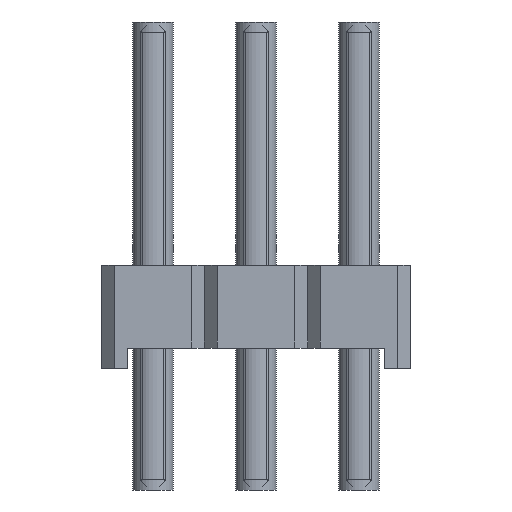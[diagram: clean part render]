
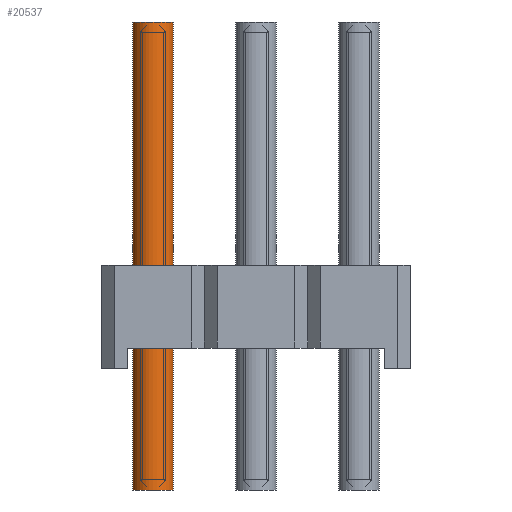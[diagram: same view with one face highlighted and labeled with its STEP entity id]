
A CAD part, left-side view. The second image highlights one B-rep face of the part: STEP entity #20537.
In plain terms, the highlighted cylindrical face has radius 0.5 mm (diameter 1 mm), a full revolution.
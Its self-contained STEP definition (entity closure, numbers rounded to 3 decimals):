
#419=CIRCLE('',#21618,0.5);
#420=CIRCLE('',#21619,0.5);
#1224=CYLINDRICAL_SURFACE('',#21617,0.5);
#1733=ORIENTED_EDGE('',*,*,#7831,.F.);
#1734=ORIENTED_EDGE('',*,*,#7832,.T.);
#7831=EDGE_CURVE('',#10889,#10889,#419,.T.);
#7832=EDGE_CURVE('',#10890,#10890,#420,.T.);
#10889=VERTEX_POINT('',#29767);
#10890=VERTEX_POINT('',#29769);
#17453=EDGE_LOOP('',(#1733));
#17454=EDGE_LOOP('',(#1734));
#18681=FACE_BOUND('',#17453,.T.);
#18682=FACE_BOUND('',#17454,.T.);
#20537=ADVANCED_FACE('',(#18681,#18682),#1224,.F.);
#21617=AXIS2_PLACEMENT_3D('',#29765,#23624,#23625);
#21618=AXIS2_PLACEMENT_3D('',#29766,#23626,#23627);
#21619=AXIS2_PLACEMENT_3D('',#29768,#23628,#23629);
#23624=DIRECTION('',(0.,0.,1.));
#23625=DIRECTION('',(1.,0.,0.));
#23626=DIRECTION('',(0.,0.,-1.));
#23627=DIRECTION('',(1.,0.,0.));
#23628=DIRECTION('',(0.,0.,-1.));
#23629=DIRECTION('',(1.,0.,0.));
#29765=CARTESIAN_POINT('',(0.,0.,0.));
#29766=CARTESIAN_POINT('',(0.,0.,11.54));
#29767=CARTESIAN_POINT('',(0.5,0.,11.54));
#29768=CARTESIAN_POINT('',(0.,0.,0.));
#29769=CARTESIAN_POINT('',(0.5,0.,0.));
